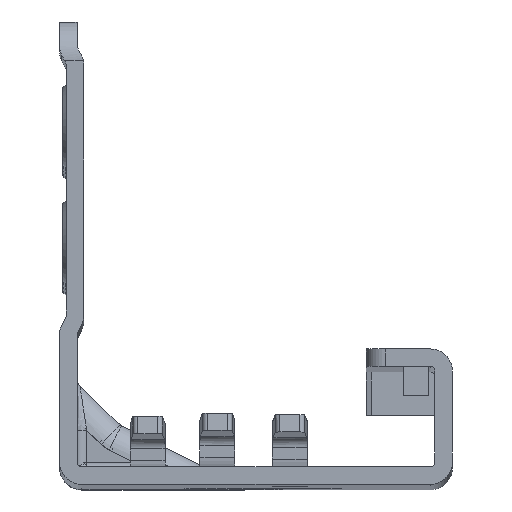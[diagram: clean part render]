
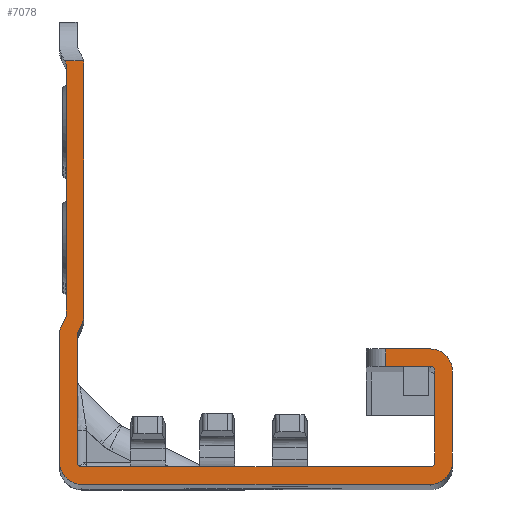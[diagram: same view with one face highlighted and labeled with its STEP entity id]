
A CAD part, top view. The second image highlights one B-rep face of the part: STEP entity #7078.
In plain terms, the highlighted planar face has unit normal (0, 0, 1).
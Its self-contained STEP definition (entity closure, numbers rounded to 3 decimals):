
#258=PLANE('',#7536);
#544=FACE_OUTER_BOUND('',#974,.T.);
#974=EDGE_LOOP('',(#4822,#4823,#4824,#4825,#4826,#4827,#4828,#4829,#4830,
#4831,#4832,#4833,#4834,#4835,#4836,#4837,#4838,#4839,#4840,#4841,#4842,
#4843,#4844,#4845));
#1518=LINE('',#10623,#2094);
#1529=LINE('',#10653,#2105);
#1530=LINE('',#10657,#2106);
#1531=LINE('',#10661,#2107);
#1532=LINE('',#10663,#2108);
#1533=LINE('',#10665,#2109);
#1534=LINE('',#10669,#2110);
#1535=LINE('',#10673,#2111);
#1536=LINE('',#10677,#2112);
#1537=LINE('',#10679,#2113);
#1538=LINE('',#10683,#2114);
#1539=LINE('',#10687,#2115);
#1540=LINE('',#10689,#2116);
#1541=LINE('',#10691,#2117);
#1542=LINE('',#10693,#2118);
#2094=VECTOR('',#8349,1000.);
#2105=VECTOR('',#8370,1000.);
#2106=VECTOR('',#8373,1000.);
#2107=VECTOR('',#8376,1000.);
#2108=VECTOR('',#8377,1000.);
#2109=VECTOR('',#8378,1000.);
#2110=VECTOR('',#8381,1000.);
#2111=VECTOR('',#8384,1000.);
#2112=VECTOR('',#8387,1000.);
#2113=VECTOR('',#8388,1000.);
#2114=VECTOR('',#8391,1000.);
#2115=VECTOR('',#8394,10.);
#2116=VECTOR('',#8395,1000.);
#2117=VECTOR('',#8396,1000.);
#2118=VECTOR('',#8397,1000.);
#2668=CIRCLE('',#7529,2.3);
#2670=CIRCLE('',#7537,2.3);
#2671=CIRCLE('',#7538,2.3);
#2672=CIRCLE('',#7539,0.5);
#2673=CIRCLE('',#7540,0.5);
#2674=CIRCLE('',#7541,0.5);
#2675=CIRCLE('',#7542,2.);
#2676=CIRCLE('',#7543,2.);
#2677=CIRCLE('',#7544,2.);
#3048=VERTEX_POINT('',#10535);
#3049=VERTEX_POINT('',#10536);
#3053=VERTEX_POINT('',#10622);
#3067=VERTEX_POINT('',#10652);
#3068=VERTEX_POINT('',#10654);
#3069=VERTEX_POINT('',#10656);
#3070=VERTEX_POINT('',#10658);
#3071=VERTEX_POINT('',#10660);
#3072=VERTEX_POINT('',#10662);
#3073=VERTEX_POINT('',#10664);
#3074=VERTEX_POINT('',#10666);
#3075=VERTEX_POINT('',#10668);
#3076=VERTEX_POINT('',#10670);
#3077=VERTEX_POINT('',#10672);
#3078=VERTEX_POINT('',#10674);
#3079=VERTEX_POINT('',#10676);
#3080=VERTEX_POINT('',#10678);
#3081=VERTEX_POINT('',#10680);
#3082=VERTEX_POINT('',#10682);
#3083=VERTEX_POINT('',#10684);
#3084=VERTEX_POINT('',#10686);
#3085=VERTEX_POINT('',#10688);
#3086=VERTEX_POINT('',#10690);
#3087=VERTEX_POINT('',#10692);
#3728=EDGE_CURVE('',#3048,#3049,#2668,.T.);
#3734=EDGE_CURVE('',#3049,#3053,#1518,.T.);
#3749=EDGE_CURVE('',#3067,#3048,#1529,.T.);
#3750=EDGE_CURVE('',#3068,#3067,#2670,.T.);
#3751=EDGE_CURVE('',#3069,#3068,#1530,.T.);
#3752=EDGE_CURVE('',#3070,#3069,#2671,.T.);
#3753=EDGE_CURVE('',#3071,#3070,#1531,.T.);
#3754=EDGE_CURVE('',#3072,#3071,#1532,.T.);
#3755=EDGE_CURVE('',#3073,#3072,#1533,.T.);
#3756=EDGE_CURVE('',#3074,#3073,#2672,.T.);
#3757=EDGE_CURVE('',#3075,#3074,#1534,.T.);
#3758=EDGE_CURVE('',#3076,#3075,#2673,.T.);
#3759=EDGE_CURVE('',#3076,#3077,#1535,.T.);
#3760=EDGE_CURVE('',#3078,#3077,#2674,.T.);
#3761=EDGE_CURVE('',#3079,#3078,#1536,.T.);
#3762=EDGE_CURVE('',#3079,#3080,#1537,.T.);
#3763=EDGE_CURVE('',#3080,#3081,#2675,.T.);
#3764=EDGE_CURVE('',#3082,#3081,#1538,.T.);
#3765=EDGE_CURVE('',#3082,#3083,#2676,.T.);
#3766=EDGE_CURVE('',#3084,#3083,#1539,.T.);
#3767=EDGE_CURVE('',#3084,#3085,#1540,.T.);
#3768=EDGE_CURVE('',#3086,#3085,#1541,.T.);
#3769=EDGE_CURVE('',#3086,#3087,#1542,.T.);
#3770=EDGE_CURVE('',#3087,#3053,#2677,.T.);
#4822=ORIENTED_EDGE('',*,*,#3728,.F.);
#4823=ORIENTED_EDGE('',*,*,#3749,.F.);
#4824=ORIENTED_EDGE('',*,*,#3750,.F.);
#4825=ORIENTED_EDGE('',*,*,#3751,.F.);
#4826=ORIENTED_EDGE('',*,*,#3752,.F.);
#4827=ORIENTED_EDGE('',*,*,#3753,.F.);
#4828=ORIENTED_EDGE('',*,*,#3754,.F.);
#4829=ORIENTED_EDGE('',*,*,#3755,.F.);
#4830=ORIENTED_EDGE('',*,*,#3756,.F.);
#4831=ORIENTED_EDGE('',*,*,#3757,.F.);
#4832=ORIENTED_EDGE('',*,*,#3758,.F.);
#4833=ORIENTED_EDGE('',*,*,#3759,.T.);
#4834=ORIENTED_EDGE('',*,*,#3760,.F.);
#4835=ORIENTED_EDGE('',*,*,#3761,.F.);
#4836=ORIENTED_EDGE('',*,*,#3762,.T.);
#4837=ORIENTED_EDGE('',*,*,#3763,.T.);
#4838=ORIENTED_EDGE('',*,*,#3764,.F.);
#4839=ORIENTED_EDGE('',*,*,#3765,.T.);
#4840=ORIENTED_EDGE('',*,*,#3766,.F.);
#4841=ORIENTED_EDGE('',*,*,#3767,.T.);
#4842=ORIENTED_EDGE('',*,*,#3768,.F.);
#4843=ORIENTED_EDGE('',*,*,#3769,.T.);
#4844=ORIENTED_EDGE('',*,*,#3770,.T.);
#4845=ORIENTED_EDGE('',*,*,#3734,.F.);
#7078=ADVANCED_FACE('',(#544),#258,.T.);
#7529=AXIS2_PLACEMENT_3D('',#10537,#8341,#8342);
#7536=AXIS2_PLACEMENT_3D('',#10651,#8368,#8369);
#7537=AXIS2_PLACEMENT_3D('',#10655,#8371,#8372);
#7538=AXIS2_PLACEMENT_3D('',#10659,#8374,#8375);
#7539=AXIS2_PLACEMENT_3D('',#10667,#8379,#8380);
#7540=AXIS2_PLACEMENT_3D('',#10671,#8382,#8383);
#7541=AXIS2_PLACEMENT_3D('',#10675,#8385,#8386);
#7542=AXIS2_PLACEMENT_3D('',#10681,#8389,#8390);
#7543=AXIS2_PLACEMENT_3D('',#10685,#8392,#8393);
#7544=AXIS2_PLACEMENT_3D('',#10694,#8398,#8399);
#8341=DIRECTION('center_axis',(0.,0.,-1.));
#8342=DIRECTION('ref_axis',(-0.707,-0.707,0.));
#8349=DIRECTION('',(0.,1.,0.));
#8368=DIRECTION('center_axis',(0.,0.,1.));
#8369=DIRECTION('ref_axis',(-1.,0.,0.));
#8370=DIRECTION('',(-1.,0.,0.));
#8371=DIRECTION('center_axis',(0.,0.,-1.));
#8372=DIRECTION('ref_axis',(1.,0.,0.));
#8373=DIRECTION('',(0.,-1.,0.));
#8374=DIRECTION('center_axis',(0.,0.,-1.));
#8375=DIRECTION('ref_axis',(1.,0.,0.));
#8376=DIRECTION('',(1.,0.,0.));
#8377=DIRECTION('',(0.,1.,0.));
#8378=DIRECTION('',(-1.,0.,0.));
#8379=DIRECTION('center_axis',(0.,0.,1.));
#8380=DIRECTION('ref_axis',(-1.,0.,0.));
#8381=DIRECTION('',(0.,1.,0.));
#8382=DIRECTION('center_axis',(0.,0.,1.));
#8383=DIRECTION('ref_axis',(-1.,0.,0.));
#8384=DIRECTION('',(-1.,0.,0.));
#8385=DIRECTION('center_axis',(0.,0.,1.));
#8386=DIRECTION('ref_axis',(-0.707,-0.707,0.));
#8387=DIRECTION('',(0.,-1.,0.));
#8388=DIRECTION('',(0.456,0.89,0.));
#8389=DIRECTION('center_axis',(0.,0.,1.));
#8390=DIRECTION('ref_axis',(1.,0.,0.));
#8391=DIRECTION('',(0.,-1.,0.));
#8392=DIRECTION('center_axis',(0.,0.,1.));
#8393=DIRECTION('ref_axis',(1.,0.,0.));
#8394=DIRECTION('',(1.,0.,0.));
#8395=DIRECTION('',(0.456,-0.89,0.));
#8396=DIRECTION('',(0.,1.,0.));
#8397=DIRECTION('',(-0.456,-0.89,0.));
#8398=DIRECTION('center_axis',(0.,0.,1.));
#8399=DIRECTION('ref_axis',(1.,0.,0.));
#10535=CARTESIAN_POINT('',(0.3,0.,335.));
#10536=CARTESIAN_POINT('',(-2.,2.3,335.));
#10537=CARTESIAN_POINT('Origin',(0.3,2.3,335.));
#10622=CARTESIAN_POINT('',(-2.,15.552,335.));
#10623=CARTESIAN_POINT('',(-2.,0.,335.));
#10651=CARTESIAN_POINT('Origin',(0.,0.,335.));
#10652=CARTESIAN_POINT('',(36.3,0.,335.));
#10653=CARTESIAN_POINT('',(0.,0.,335.));
#10654=CARTESIAN_POINT('',(38.6,2.3,335.));
#10655=CARTESIAN_POINT('Origin',(36.3,2.3,335.));
#10656=CARTESIAN_POINT('',(38.6,11.7,335.));
#10657=CARTESIAN_POINT('',(38.6,0.,335.));
#10658=CARTESIAN_POINT('',(36.3,14.,335.));
#10659=CARTESIAN_POINT('Origin',(36.3,11.7,335.));
#10660=CARTESIAN_POINT('',(31.7,14.,335.));
#10661=CARTESIAN_POINT('',(0.,14.,335.));
#10662=CARTESIAN_POINT('',(31.7,12.2,335.));
#10663=CARTESIAN_POINT('',(31.7,0.,335.));
#10664=CARTESIAN_POINT('',(36.3,12.2,335.));
#10665=CARTESIAN_POINT('',(0.,12.2,335.));
#10666=CARTESIAN_POINT('',(36.8,11.7,335.));
#10667=CARTESIAN_POINT('Origin',(36.3,11.7,335.));
#10668=CARTESIAN_POINT('',(36.8,2.3,335.));
#10669=CARTESIAN_POINT('',(36.8,0.,335.));
#10670=CARTESIAN_POINT('',(36.3,1.8,335.));
#10671=CARTESIAN_POINT('Origin',(36.3,2.3,335.));
#10672=CARTESIAN_POINT('',(0.3,1.8,335.));
#10673=CARTESIAN_POINT('',(36.8,1.8,335.));
#10674=CARTESIAN_POINT('',(-0.2,2.3,335.));
#10675=CARTESIAN_POINT('Origin',(0.3,2.3,335.));
#10676=CARTESIAN_POINT('',(-0.2,15.6,335.));
#10677=CARTESIAN_POINT('',(-0.2,0.,335.));
#10678=CARTESIAN_POINT('',(0.28,16.536,335.));
#10679=CARTESIAN_POINT('',(-0.2,15.6,335.));
#10680=CARTESIAN_POINT('',(0.5,17.448,335.));
#10681=CARTESIAN_POINT('Origin',(-1.5,17.448,335.));
#10682=CARTESIAN_POINT('',(0.5,43.383,335.));
#10683=CARTESIAN_POINT('',(0.5,0.,335.));
#10684=CARTESIAN_POINT('',(0.456,43.8,335.));
#10685=CARTESIAN_POINT('Origin',(-1.5,43.383,335.));
#10686=CARTESIAN_POINT('',(-1.489,43.8,335.));
#10687=CARTESIAN_POINT('',(-0.1,43.8,335.));
#10688=CARTESIAN_POINT('',(-1.3,43.431,335.));
#10689=CARTESIAN_POINT('',(-1.3,43.431,335.));
#10690=CARTESIAN_POINT('',(-1.3,17.4,335.));
#10691=CARTESIAN_POINT('',(-1.3,0.,335.));
#10692=CARTESIAN_POINT('',(-1.78,16.464,335.));
#10693=CARTESIAN_POINT('',(-2.,16.034,335.));
#10694=CARTESIAN_POINT('Origin',(0.,15.552,335.));
